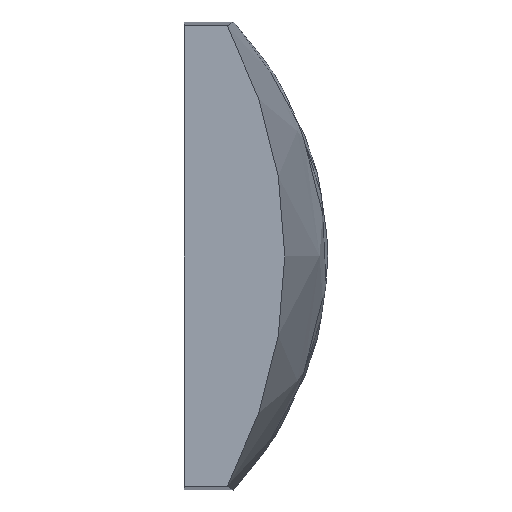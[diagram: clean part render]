
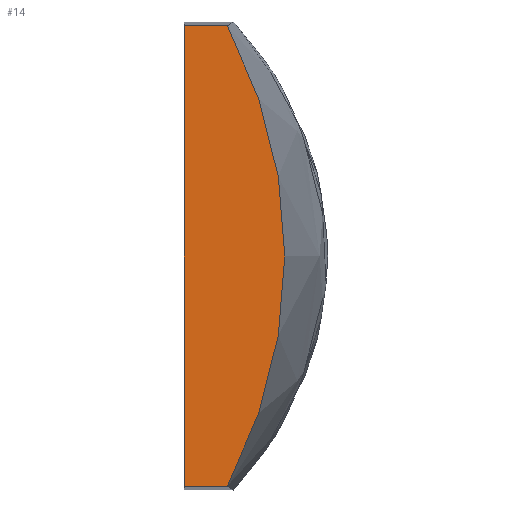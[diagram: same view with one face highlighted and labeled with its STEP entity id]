
A CAD part, left-side view. The second image highlights one B-rep face of the part: STEP entity #14.
In plain terms, the highlighted planar face has unit normal (-1, 0, 0).
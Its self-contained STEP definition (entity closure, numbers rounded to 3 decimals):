
#3 = VECTOR ( 'NONE', #284, 1000. ) ;
#11 = CARTESIAN_POINT ( 'NONE',  ( -250., -15., -79.916 ) ) ;
#14 = ADVANCED_FACE ( 'NONE', ( #113 ), #239, .F. ) ;
#44 = CARTESIAN_POINT ( 'NONE',  ( -250., -15., 79.916 ) ) ;
#46 = ORIENTED_EDGE ( 'NONE', *, *, #236, .F. ) ;
#58 = AXIS2_PLACEMENT_3D ( 'NONE', #80, #303, #211 ) ;
#80 = CARTESIAN_POINT ( 'NONE',  ( -250., 134.664, 0. ) ) ;
#88 = CARTESIAN_POINT ( 'NONE',  ( -250., -7.5, -79.916 ) ) ;
#105 = CARTESIAN_POINT ( 'NONE',  ( -250., 134.664, 0. ) ) ;
#113 = FACE_OUTER_BOUND ( 'NONE', #179, .T. ) ;
#116 = DIRECTION ( 'NONE',  ( 0., 1., 0. ) ) ;
#121 = CARTESIAN_POINT ( 'NONE',  ( -250., 0., 79.916 ) ) ;
#140 = CARTESIAN_POINT ( 'NONE',  ( -250., 0., -79.916 ) ) ;
#143 = VECTOR ( 'NONE', #198, 1000. ) ;
#148 = CARTESIAN_POINT ( 'NONE',  ( -250., -7.5, 79.916 ) ) ;
#149 = VERTEX_POINT ( 'NONE', #11 ) ;
#160 = VECTOR ( 'NONE', #116, 1000. ) ;
#164 = VERTEX_POINT ( 'NONE', #140 ) ;
#177 = EDGE_CURVE ( 'NONE', #268, #294, #251, .T. ) ;
#179 = EDGE_LOOP ( 'NONE', ( #46, #313, #244, #185 ) ) ;
#185 = ORIENTED_EDGE ( 'NONE', *, *, #192, .F. ) ;
#187 = DIRECTION ( 'NONE',  ( 1., 0., 0. ) ) ;
#192 = EDGE_CURVE ( 'NONE', #164, #268, #281, .T. ) ;
#198 = DIRECTION ( 'NONE',  ( 0., -1., 0. ) ) ;
#211 = DIRECTION ( 'NONE',  ( 0., 0., -1. ) ) ;
#219 = DIRECTION ( 'NONE',  ( 0., 0., 1. ) ) ;
#236 = EDGE_CURVE ( 'NONE', #149, #164, #288, .T. ) ;
#239 = PLANE ( 'NONE',  #58 ) ;
#244 = ORIENTED_EDGE ( 'NONE', *, *, #177, .F. ) ;
#247 = AXIS2_PLACEMENT_3D ( 'NONE', #105, #187, #219 ) ;
#251 = LINE ( 'NONE', #148, #143 ) ;
#268 = VERTEX_POINT ( 'NONE', #121 ) ;
#281 = LINE ( 'NONE', #293, #3 ) ;
#284 = DIRECTION ( 'NONE',  ( 0., 0., 1. ) ) ;
#285 = CIRCLE ( 'NONE', #247, 169.664 ) ;
#288 = LINE ( 'NONE', #88, #160 ) ;
#293 = CARTESIAN_POINT ( 'NONE',  ( -250., 0., 0. ) ) ;
#294 = VERTEX_POINT ( 'NONE', #44 ) ;
#303 = DIRECTION ( 'NONE',  ( 1., 0., 0. ) ) ;
#313 = ORIENTED_EDGE ( 'NONE', *, *, #368, .F. ) ;
#368 = EDGE_CURVE ( 'NONE', #294, #149, #285, .T. ) ;
